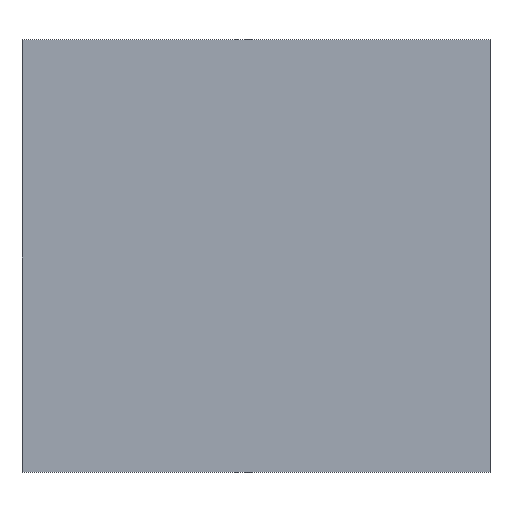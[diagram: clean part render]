
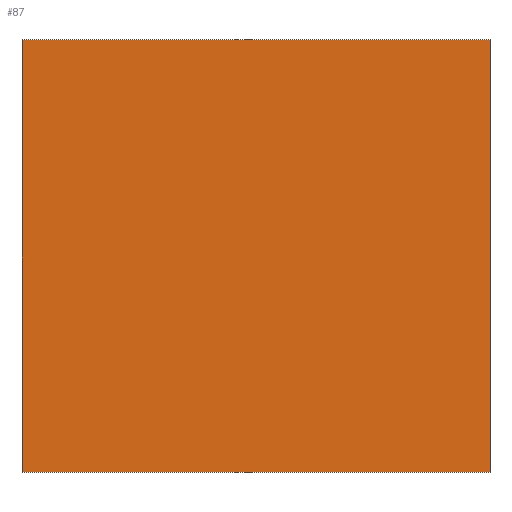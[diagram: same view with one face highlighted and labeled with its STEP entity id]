
A CAD part, top view. The second image highlights one B-rep face of the part: STEP entity #87.
In plain terms, the highlighted planar face has unit normal (0, 0, 1).
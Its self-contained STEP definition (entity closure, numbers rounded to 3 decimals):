
#3 = LINE ( 'NONE', #76, #47 ) ;
#7 = VERTEX_POINT ( 'NONE', #75 ) ;
#11 = EDGE_LOOP ( 'NONE', ( #172, #162, #45, #58 ) ) ;
#12 = CARTESIAN_POINT ( 'NONE',  ( -2.5, 495.381, 37. ) ) ;
#21 = AXIS2_PLACEMENT_3D ( 'NONE', #226, #132, #184 ) ;
#26 = CARTESIAN_POINT ( 'NONE',  ( -87.5, 574., 37. ) ) ;
#38 = VECTOR ( 'NONE', #186, 1000. ) ;
#45 = ORIENTED_EDGE ( 'NONE', *, *, #219, .F. ) ;
#47 = VECTOR ( 'NONE', #68, 1000. ) ;
#58 = ORIENTED_EDGE ( 'NONE', *, *, #173, .F. ) ;
#68 = DIRECTION ( 'NONE',  ( -1., 0., 0. ) ) ;
#75 = CARTESIAN_POINT ( 'NONE',  ( -2.5, 495.381, 37. ) ) ;
#76 = CARTESIAN_POINT ( 'NONE',  ( -87.5, 495.381, 37. ) ) ;
#83 = EDGE_CURVE ( 'NONE', #7, #90, #3, .T. ) ;
#85 = LINE ( 'NONE', #12, #38 ) ;
#87 = ADVANCED_FACE ( 'NONE', ( #175 ), #161, .F. ) ;
#90 = VERTEX_POINT ( 'NONE', #152 ) ;
#93 = EDGE_CURVE ( 'NONE', #90, #237, #194, .T. ) ;
#112 = VECTOR ( 'NONE', #124, 1000. ) ;
#124 = DIRECTION ( 'NONE',  ( 1., 0., 0. ) ) ;
#129 = CARTESIAN_POINT ( 'NONE',  ( -87.5, 495.381, 37. ) ) ;
#132 = DIRECTION ( 'NONE',  ( 0., 0., -1. ) ) ;
#142 = LINE ( 'NONE', #231, #112 ) ;
#145 = VECTOR ( 'NONE', #150, 1000. ) ;
#150 = DIRECTION ( 'NONE',  ( 0., 1., 0. ) ) ;
#152 = CARTESIAN_POINT ( 'NONE',  ( -87.5, 495.381, 37. ) ) ;
#161 = PLANE ( 'NONE',  #21 ) ;
#162 = ORIENTED_EDGE ( 'NONE', *, *, #83, .F. ) ;
#172 = ORIENTED_EDGE ( 'NONE', *, *, #93, .F. ) ;
#173 = EDGE_CURVE ( 'NONE', #237, #192, #142, .T. ) ;
#175 = FACE_OUTER_BOUND ( 'NONE', #11, .T. ) ;
#184 = DIRECTION ( 'NONE',  ( -1., 0., 0. ) ) ;
#186 = DIRECTION ( 'NONE',  ( 0., -1., 0. ) ) ;
#189 = CARTESIAN_POINT ( 'NONE',  ( -2.5, 574., 37. ) ) ;
#192 = VERTEX_POINT ( 'NONE', #189 ) ;
#194 = LINE ( 'NONE', #129, #145 ) ;
#219 = EDGE_CURVE ( 'NONE', #192, #7, #85, .T. ) ;
#226 = CARTESIAN_POINT ( 'NONE',  ( 0., 0., 37. ) ) ;
#231 = CARTESIAN_POINT ( 'NONE',  ( -87.5, 574., 37. ) ) ;
#237 = VERTEX_POINT ( 'NONE', #26 ) ;
